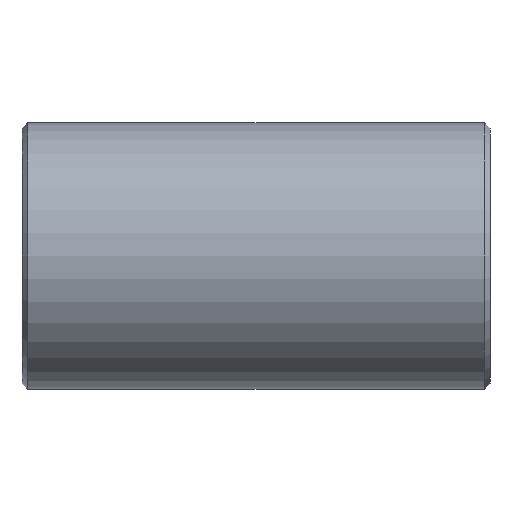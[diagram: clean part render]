
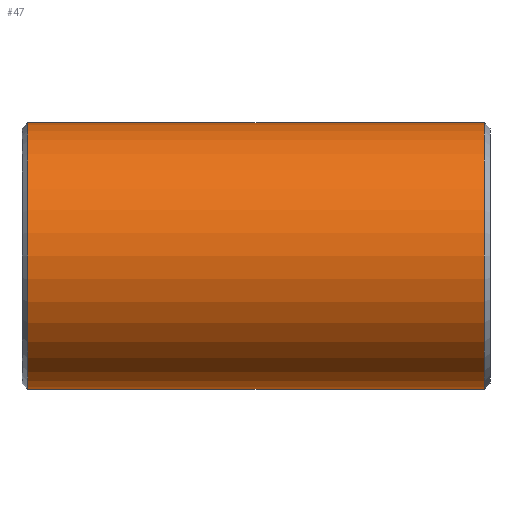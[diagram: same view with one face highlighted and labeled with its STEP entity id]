
A CAD part, front view. The second image highlights one B-rep face of the part: STEP entity #47.
In plain terms, the highlighted cylindrical face has radius 70.65 mm (diameter 141.3 mm), a partial arc.
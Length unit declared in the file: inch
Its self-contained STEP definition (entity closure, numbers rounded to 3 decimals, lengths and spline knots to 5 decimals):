
#17 = CARTESIAN_POINT ( 'NONE',  ( 4.88, 0., 0. ) ) ;
#19 = DIRECTION ( 'NONE',  ( -1., 0., 0. ) ) ;
#21 = ORIENTED_EDGE ( 'NONE', *, *, #154, .T. ) ;
#22 = DIRECTION ( 'NONE',  ( 0., 0., 1. ) ) ;
#47 = ADVANCED_FACE ( 'NONE', ( #315 ), #577, .T. ) ;
#141 = LINE ( 'NONE', #782, #587 ) ;
#154 = EDGE_CURVE ( 'NONE', #352, #472, #296, .T. ) ;
#174 = CIRCLE ( 'NONE', #643, 2.7815 ) ;
#239 = AXIS2_PLACEMENT_3D ( 'NONE', #17, #569, #249 ) ;
#248 = CARTESIAN_POINT ( 'NONE',  ( -4.755, 0., -2.7815 ) ) ;
#249 = DIRECTION ( 'NONE',  ( 0., 0., 1. ) ) ;
#275 = CARTESIAN_POINT ( 'NONE',  ( 4.755, 0., 0. ) ) ;
#276 = ORIENTED_EDGE ( 'NONE', *, *, #811, .T. ) ;
#296 = CIRCLE ( 'NONE', #403, 2.7815 ) ;
#310 = CARTESIAN_POINT ( 'NONE',  ( -4.755, 0., 2.7815 ) ) ;
#315 = FACE_OUTER_BOUND ( 'NONE', #669, .T. ) ;
#352 = VERTEX_POINT ( 'NONE', #607 ) ;
#363 = ORIENTED_EDGE ( 'NONE', *, *, #748, .F. ) ;
#383 = CARTESIAN_POINT ( 'NONE',  ( 4.755, 0., 2.7815 ) ) ;
#403 = AXIS2_PLACEMENT_3D ( 'NONE', #275, #471, #585 ) ;
#408 = VERTEX_POINT ( 'NONE', #310 ) ;
#412 = VERTEX_POINT ( 'NONE', #248 ) ;
#463 = DIRECTION ( 'NONE',  ( 1., 0., 0. ) ) ;
#471 = DIRECTION ( 'NONE',  ( -1., 0., 0. ) ) ;
#472 = VERTEX_POINT ( 'NONE', #383 ) ;
#490 = ORIENTED_EDGE ( 'NONE', *, *, #766, .T. ) ;
#569 = DIRECTION ( 'NONE',  ( -1., 0., 0. ) ) ;
#577 = CYLINDRICAL_SURFACE ( 'NONE', #239, 2.7815 ) ;
#583 = CARTESIAN_POINT ( 'NONE',  ( -4.755, 0., 0. ) ) ;
#585 = DIRECTION ( 'NONE',  ( 0., 0., -1. ) ) ;
#586 = LINE ( 'NONE', #705, #758 ) ;
#587 = VECTOR ( 'NONE', #775, 39.37008 ) ;
#607 = CARTESIAN_POINT ( 'NONE',  ( 4.755, 0., -2.7815 ) ) ;
#643 = AXIS2_PLACEMENT_3D ( 'NONE', #583, #463, #22 ) ;
#669 = EDGE_LOOP ( 'NONE', ( #363, #21, #490, #276 ) ) ;
#705 = CARTESIAN_POINT ( 'NONE',  ( 4.88, 0., -2.7815 ) ) ;
#748 = EDGE_CURVE ( 'NONE', #352, #412, #586, .T. ) ;
#758 = VECTOR ( 'NONE', #19, 39.37008 ) ;
#766 = EDGE_CURVE ( 'NONE', #472, #408, #141, .T. ) ;
#775 = DIRECTION ( 'NONE',  ( -1., 0., 0. ) ) ;
#782 = CARTESIAN_POINT ( 'NONE',  ( 4.88, 0., 2.7815 ) ) ;
#811 = EDGE_CURVE ( 'NONE', #408, #412, #174, .T. ) ;
